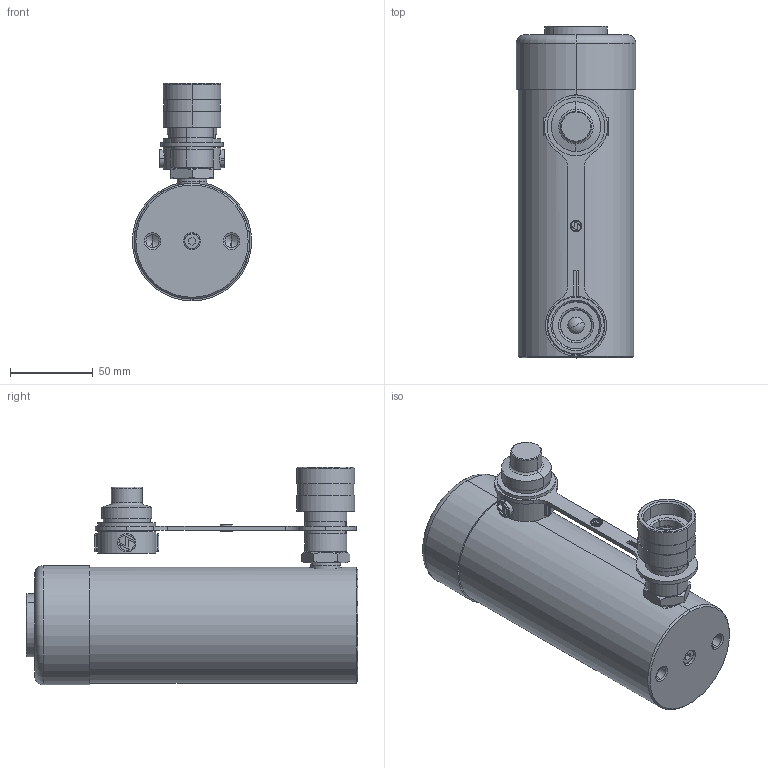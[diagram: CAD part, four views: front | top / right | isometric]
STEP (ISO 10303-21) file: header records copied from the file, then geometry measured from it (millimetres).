
FILE_DESCRIPTION (( 'STEP AP214' ), '1' );
FILE_NAME ('H1503.STEP', '2016-03-29T03:19:36', ( 'SF' ), ( '' ), 'SwSTEP 2.0', 'SolidWorks 2015', '' );
FILE_SCHEMA (( 'AUTOMOTIVE_DESIGN' ));
Length unit declared in the file: millimetre
Products named in the file (30): H02-6-1004-107; 573-7-0190-106; 511-7-0190-205; 601-7-0014-013; H15-5-1802-108; H02-6-1003-206; H15-6-2305-105; 512-2-0082-117_壓縮; H15-3-4200-103; 511-7-0141-101; 511-7-0171-100_511-7-0053-104; H02-6-1005-109; H15-6-1103-108; 522-7-0508-104; H15-6-1204-104; H15-6-1216-101; H15-6-1804-108; H15-5-1204-108; H10-4-0204-102; H1503; H10-6-0204-104; H10-6-2100-102; 532-3-0060-100; H02-4-6003-108; 649-1-0060-205_649-1-0060-205; H02-6-1006-101; H02-6-1007-103; 542-7-0414-101; H02-4-6001-104
Assembly tree (33 placements, depth 4):
  H1503
    H15-6-1804-108
    H15-6-1204-104
    H15-3-4200-103
      H15-6-1103-108
      511-7-0171-100_511-7-0053-104
    H15-6-2305-105
    H15-5-1802-108
    542-7-0414-101
    649-1-0060-205_649-1-0060-205  x2
    532-3-0060-100  x2
    H10-4-0204-102
      H10-6-2100-102  x2
      H10-6-0204-104
        H10-6-0204-104  x2
    H15-5-1204-108
    H15-6-1216-101
    522-7-0508-104
    H02-4-6001-104
      H02-6-1005-109
      511-7-0141-101
      512-2-0082-117_壓縮
      H02-6-1003-206
      601-7-0014-013
      511-7-0190-205
      573-7-0190-106
      H02-6-1004-107
    H02-4-6003-108
      H02-6-1007-103
      H02-6-1006-101
Bounding box: 72 x 200.3 x 131.37 mm (x, y, z)
Volume: 700898 mm3; surface area: 226502.4 mm2
Topology: 28 solids, 28 shells, 830 faces, 1935 edges, 1205 vertices
Faces by surface type: cylinder 278, plane 219, cone 171, bspline 92, torus 60, sphere 10
Entity records: 49833 total; most frequent: CARTESIAN_POINT 30909, DIRECTION 3601, ORIENTED_EDGE 3510, EDGE_CURVE 1755, AXIS2_PLACEMENT_3D 1451, VERTEX_POINT 1099, EDGE_LOOP 852, FACE_OUTER_BOUND 758
